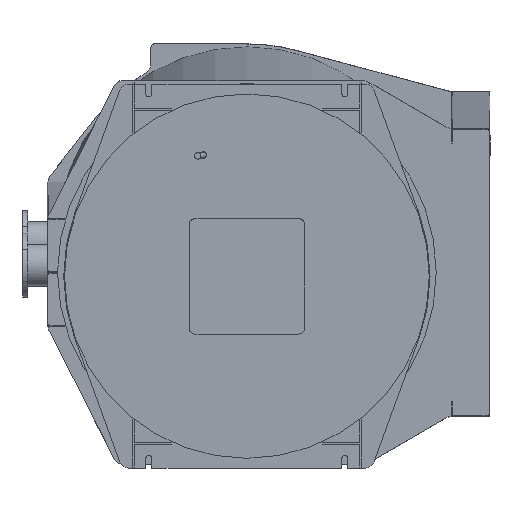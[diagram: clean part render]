
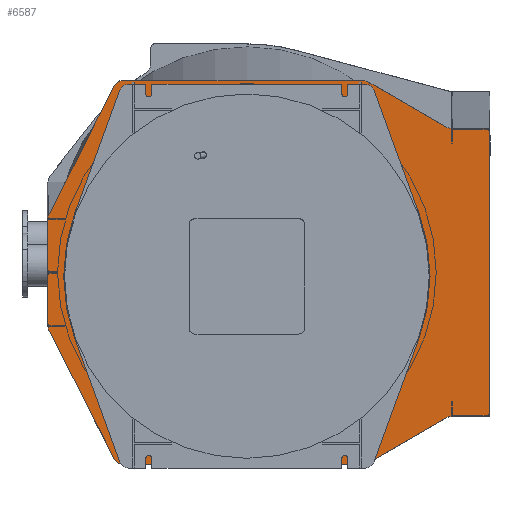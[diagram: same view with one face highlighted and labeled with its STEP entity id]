
A CAD part, left-side view. The second image highlights one B-rep face of the part: STEP entity #6587.
In plain terms, the highlighted face is planar.
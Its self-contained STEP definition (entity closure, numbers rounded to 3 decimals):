
#370=FACE_OUTER_BOUND('',#699,.T.);
#699=EDGE_LOOP('',(#4811,#4812,#4813,#4814,#4815,#4816,#4817,#4818,#4819,
#4820,#4821,#4822,#4823,#4824,#4825,#4826,#4827,#4828,#4829,#4830,#4831,
#4832,#4833,#4834,#4835,#4836));
#1062=LINE('',#9774,#1707);
#1068=LINE('',#9786,#1713);
#1121=LINE('',#10213,#1766);
#1122=LINE('',#10216,#1767);
#1151=LINE('',#10313,#1796);
#1154=LINE('',#10321,#1799);
#1157=LINE('',#10329,#1802);
#1161=LINE('',#10338,#1806);
#1163=LINE('',#10345,#1808);
#1166=LINE('',#10353,#1811);
#1169=LINE('',#10360,#1814);
#1181=LINE('',#10383,#1826);
#1186=LINE('',#10409,#1831);
#1187=LINE('',#10413,#1832);
#1707=VECTOR('',#7824,10.);
#1713=VECTOR('',#7832,10.);
#1766=VECTOR('',#7943,10.);
#1767=VECTOR('',#7946,10.);
#1796=VECTOR('',#8031,10.);
#1799=VECTOR('',#8040,10.);
#1802=VECTOR('',#8049,10.);
#1806=VECTOR('',#8059,10.);
#1808=VECTOR('',#8067,10.);
#1811=VECTOR('',#8076,10.);
#1814=VECTOR('',#8085,10.);
#1826=VECTOR('',#8119,10.);
#1831=VECTOR('',#8136,10.);
#1832=VECTOR('',#8139,10.);
#2313=CIRCLE('',#7035,5.);
#2335=CIRCLE('',#7065,50.);
#2336=CIRCLE('',#7067,50.);
#2337=CIRCLE('',#7070,50.);
#2338=CIRCLE('',#7073,50.);
#2339=CIRCLE('',#7076,50.);
#2340=CIRCLE('',#7079,50.);
#2341=CIRCLE('',#7082,50.);
#2342=CIRCLE('',#7085,50.);
#2345=CIRCLE('',#7102,5.);
#2346=CIRCLE('',#7104,5.);
#2347=CIRCLE('',#7105,5.);
#2669=VERTEX_POINT('',#9771);
#2670=VERTEX_POINT('',#9773);
#2674=VERTEX_POINT('',#9783);
#2675=VERTEX_POINT('',#9785);
#2727=VERTEX_POINT('',#10181);
#2728=VERTEX_POINT('',#10183);
#2734=VERTEX_POINT('',#10207);
#2736=VERTEX_POINT('',#10211);
#2737=VERTEX_POINT('',#10215);
#2775=VERTEX_POINT('',#10304);
#2776=VERTEX_POINT('',#10308);
#2777=VERTEX_POINT('',#10312);
#2778=VERTEX_POINT('',#10316);
#2779=VERTEX_POINT('',#10320);
#2780=VERTEX_POINT('',#10324);
#2781=VERTEX_POINT('',#10328);
#2782=VERTEX_POINT('',#10334);
#2783=VERTEX_POINT('',#10336);
#2784=VERTEX_POINT('',#10340);
#2785=VERTEX_POINT('',#10344);
#2786=VERTEX_POINT('',#10348);
#2787=VERTEX_POINT('',#10352);
#2788=VERTEX_POINT('',#10356);
#2791=VERTEX_POINT('',#10392);
#2794=VERTEX_POINT('',#10410);
#2795=VERTEX_POINT('',#10412);
#3388=EDGE_CURVE('',#2670,#2669,#1062,.T.);
#3394=EDGE_CURVE('',#2675,#2674,#1068,.T.);
#3463=EDGE_CURVE('',#2728,#2727,#2313,.T.);
#3473=EDGE_CURVE('',#2734,#2736,#1121,.T.);
#3474=EDGE_CURVE('',#2737,#2728,#1122,.T.);
#3520=EDGE_CURVE('',#2775,#2670,#2335,.T.);
#3522=EDGE_CURVE('',#2674,#2776,#2336,.T.);
#3524=EDGE_CURVE('',#2776,#2777,#1151,.T.);
#3526=EDGE_CURVE('',#2777,#2778,#2337,.T.);
#3528=EDGE_CURVE('',#2778,#2779,#1154,.T.);
#3530=EDGE_CURVE('',#2779,#2780,#2338,.T.);
#3532=EDGE_CURVE('',#2780,#2781,#1157,.T.);
#3534=EDGE_CURVE('',#2781,#2737,#2339,.T.);
#3537=EDGE_CURVE('',#2782,#2783,#1161,.T.);
#3538=EDGE_CURVE('',#2736,#2784,#2340,.T.);
#3540=EDGE_CURVE('',#2784,#2785,#1163,.T.);
#3542=EDGE_CURVE('',#2785,#2786,#2341,.T.);
#3544=EDGE_CURVE('',#2786,#2787,#1166,.T.);
#3546=EDGE_CURVE('',#2787,#2788,#2342,.T.);
#3548=EDGE_CURVE('',#2788,#2775,#1169,.T.);
#3560=EDGE_CURVE('',#2669,#2675,#1181,.T.);
#3565=EDGE_CURVE('',#2791,#2782,#2345,.T.);
#3569=EDGE_CURVE('',#2727,#2791,#1186,.T.);
#3570=EDGE_CURVE('',#2783,#2794,#2346,.T.);
#3571=EDGE_CURVE('',#2794,#2795,#1187,.T.);
#3572=EDGE_CURVE('',#2795,#2734,#2347,.T.);
#4811=ORIENTED_EDGE('',*,*,#3463,.T.);
#4812=ORIENTED_EDGE('',*,*,#3569,.T.);
#4813=ORIENTED_EDGE('',*,*,#3565,.T.);
#4814=ORIENTED_EDGE('',*,*,#3537,.T.);
#4815=ORIENTED_EDGE('',*,*,#3570,.T.);
#4816=ORIENTED_EDGE('',*,*,#3571,.T.);
#4817=ORIENTED_EDGE('',*,*,#3572,.T.);
#4818=ORIENTED_EDGE('',*,*,#3473,.T.);
#4819=ORIENTED_EDGE('',*,*,#3538,.T.);
#4820=ORIENTED_EDGE('',*,*,#3540,.T.);
#4821=ORIENTED_EDGE('',*,*,#3542,.T.);
#4822=ORIENTED_EDGE('',*,*,#3544,.T.);
#4823=ORIENTED_EDGE('',*,*,#3546,.T.);
#4824=ORIENTED_EDGE('',*,*,#3548,.T.);
#4825=ORIENTED_EDGE('',*,*,#3520,.T.);
#4826=ORIENTED_EDGE('',*,*,#3388,.T.);
#4827=ORIENTED_EDGE('',*,*,#3560,.T.);
#4828=ORIENTED_EDGE('',*,*,#3394,.T.);
#4829=ORIENTED_EDGE('',*,*,#3522,.T.);
#4830=ORIENTED_EDGE('',*,*,#3524,.T.);
#4831=ORIENTED_EDGE('',*,*,#3526,.T.);
#4832=ORIENTED_EDGE('',*,*,#3528,.T.);
#4833=ORIENTED_EDGE('',*,*,#3530,.T.);
#4834=ORIENTED_EDGE('',*,*,#3532,.T.);
#4835=ORIENTED_EDGE('',*,*,#3534,.T.);
#4836=ORIENTED_EDGE('',*,*,#3474,.T.);
#6351=PLANE('',#7103);
#6587=ADVANCED_FACE('',(#370),#6351,.F.);
#7035=AXIS2_PLACEMENT_3D('',#10184,#7927,#7928);
#7065=AXIS2_PLACEMENT_3D('',#10305,#8021,#8022);
#7067=AXIS2_PLACEMENT_3D('',#10309,#8026,#8027);
#7070=AXIS2_PLACEMENT_3D('',#10317,#8035,#8036);
#7073=AXIS2_PLACEMENT_3D('',#10325,#8044,#8045);
#7076=AXIS2_PLACEMENT_3D('',#10332,#8053,#8054);
#7079=AXIS2_PLACEMENT_3D('',#10341,#8062,#8063);
#7082=AXIS2_PLACEMENT_3D('',#10349,#8071,#8072);
#7085=AXIS2_PLACEMENT_3D('',#10357,#8080,#8081);
#7102=AXIS2_PLACEMENT_3D('',#10393,#8130,#8131);
#7103=AXIS2_PLACEMENT_3D('',#10408,#8134,#8135);
#7104=AXIS2_PLACEMENT_3D('',#10411,#8137,#8138);
#7105=AXIS2_PLACEMENT_3D('',#10414,#8140,#8141);
#7824=DIRECTION('',(0.,-1.,0.));
#7832=DIRECTION('',(0.,1.,0.));
#7927=DIRECTION('center_axis',(-1.,0.,0.));
#7928=DIRECTION('ref_axis',(0.,1.,0.));
#7943=DIRECTION('',(0.,0.,-1.));
#7946=DIRECTION('',(0.,0.,-1.));
#8021=DIRECTION('center_axis',(1.,0.,0.));
#8022=DIRECTION('ref_axis',(0.,0.,-1.));
#8026=DIRECTION('center_axis',(1.,0.,0.));
#8027=DIRECTION('ref_axis',(0.,-0.5,0.866));
#8031=DIRECTION('',(0.,0.866,0.5));
#8035=DIRECTION('center_axis',(-1.,0.,0.));
#8036=DIRECTION('ref_axis',(0.,-0.5,0.866));
#8040=DIRECTION('',(0.,1.,0.));
#8044=DIRECTION('center_axis',(-1.,0.,0.));
#8045=DIRECTION('ref_axis',(0.,0.,1.));
#8049=DIRECTION('',(0.,0.453,-0.892));
#8053=DIRECTION('center_axis',(-1.,0.,0.));
#8054=DIRECTION('ref_axis',(0.,0.892,0.453));
#8059=DIRECTION('',(0.,0.,-1.));
#8062=DIRECTION('center_axis',(-1.,0.,0.));
#8063=DIRECTION('ref_axis',(0.,1.,0.));
#8067=DIRECTION('',(0.,-0.453,-0.892));
#8071=DIRECTION('center_axis',(-1.,0.,0.));
#8072=DIRECTION('ref_axis',(0.,0.892,-0.453));
#8076=DIRECTION('',(0.,-1.,0.));
#8080=DIRECTION('center_axis',(-1.,0.,0.));
#8081=DIRECTION('ref_axis',(0.,0.,-1.));
#8085=DIRECTION('',(0.,-0.866,0.5));
#8119=DIRECTION('',(0.,0.,1.));
#8130=DIRECTION('center_axis',(-1.,0.,0.));
#8131=DIRECTION('ref_axis',(0.,0.,-1.));
#8134=DIRECTION('center_axis',(1.,0.,0.));
#8135=DIRECTION('ref_axis',(0.,0.,-1.));
#8136=DIRECTION('',(0.,0.,-1.));
#8137=DIRECTION('center_axis',(-1.,0.,0.));
#8138=DIRECTION('ref_axis',(0.,1.,0.));
#8139=DIRECTION('',(0.,0.,-1.));
#8140=DIRECTION('center_axis',(-1.,0.,0.));
#8141=DIRECTION('ref_axis',(0.,0.,-1.));
#9771=CARTESIAN_POINT('',(0.,-1265.,-750.));
#9773=CARTESIAN_POINT('',(0.,-1065.,-750.));
#9774=CARTESIAN_POINT('',(0.,-1065.,-750.));
#9783=CARTESIAN_POINT('',(0.,-1065.,750.));
#9785=CARTESIAN_POINT('',(0.,-1265.,750.));
#9786=CARTESIAN_POINT('',(0.,-1265.,750.));
#10181=CARTESIAN_POINT('',(0.,1039.,275.));
#10183=CARTESIAN_POINT('',(0.,1035.,279.899));
#10184=CARTESIAN_POINT('Origin',(0.,1034.,275.));
#10207=CARTESIAN_POINT('',(0.,1035.,-279.899));
#10211=CARTESIAN_POINT('',(0.,1035.,-280.));
#10213=CARTESIAN_POINT('',(0.,1035.,280.));
#10215=CARTESIAN_POINT('',(0.,1035.,280.));
#10216=CARTESIAN_POINT('',(0.,1035.,280.));
#10304=CARTESIAN_POINT('',(0.,-1040.009,-756.694));
#10305=CARTESIAN_POINT('Origin',(0.,-1065.,-800.));
#10308=CARTESIAN_POINT('',(0.,-1040.009,756.694));
#10309=CARTESIAN_POINT('Origin',(0.,-1065.,800.));
#10312=CARTESIAN_POINT('',(0.,-629.991,993.306));
#10313=CARTESIAN_POINT('',(0.,-1040.009,756.694));
#10316=CARTESIAN_POINT('',(0.,-605.,1000.));
#10317=CARTESIAN_POINT('Origin',(0.,-605.,950.));
#10320=CARTESIAN_POINT('',(0.,645.,1000.));
#10321=CARTESIAN_POINT('',(0.,-605.,1000.));
#10324=CARTESIAN_POINT('',(0.,689.587,972.626));
#10325=CARTESIAN_POINT('Origin',(0.,645.,950.));
#10328=CARTESIAN_POINT('',(0.,1029.587,302.626));
#10329=CARTESIAN_POINT('',(0.,689.587,972.626));
#10332=CARTESIAN_POINT('Origin',(0.,985.,280.));
#10334=CARTESIAN_POINT('',(0.,1035.,2.601));
#10336=CARTESIAN_POINT('',(0.,1035.,-2.601));
#10338=CARTESIAN_POINT('',(0.,1035.,280.));
#10340=CARTESIAN_POINT('',(0.,1029.587,-302.626));
#10341=CARTESIAN_POINT('Origin',(0.,985.,-280.));
#10344=CARTESIAN_POINT('',(0.,689.587,-972.626));
#10345=CARTESIAN_POINT('',(0.,1029.587,-302.626));
#10348=CARTESIAN_POINT('',(0.,645.,-1000.));
#10349=CARTESIAN_POINT('Origin',(0.,645.,-950.));
#10352=CARTESIAN_POINT('',(0.,-605.,-1000.));
#10353=CARTESIAN_POINT('',(0.,645.,-1000.));
#10356=CARTESIAN_POINT('',(0.,-629.991,-993.306));
#10357=CARTESIAN_POINT('Origin',(0.,-605.,-950.));
#10360=CARTESIAN_POINT('',(0.,-629.991,-993.306));
#10383=CARTESIAN_POINT('',(0.,-1265.,-750.));
#10392=CARTESIAN_POINT('',(0.,1039.,7.5));
#10393=CARTESIAN_POINT('Origin',(0.,1034.,7.5));
#10408=CARTESIAN_POINT('Origin',(0.,0.,0.));
#10409=CARTESIAN_POINT('',(0.,1039.,7.5));
#10410=CARTESIAN_POINT('',(0.,1039.,-7.5));
#10411=CARTESIAN_POINT('Origin',(0.,1034.,-7.5));
#10412=CARTESIAN_POINT('',(0.,1039.,-275.));
#10413=CARTESIAN_POINT('',(0.,1039.,-275.));
#10414=CARTESIAN_POINT('Origin',(0.,1034.,-275.));
